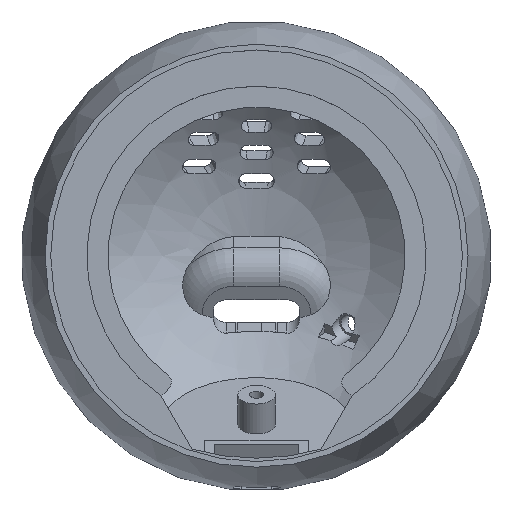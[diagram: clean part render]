
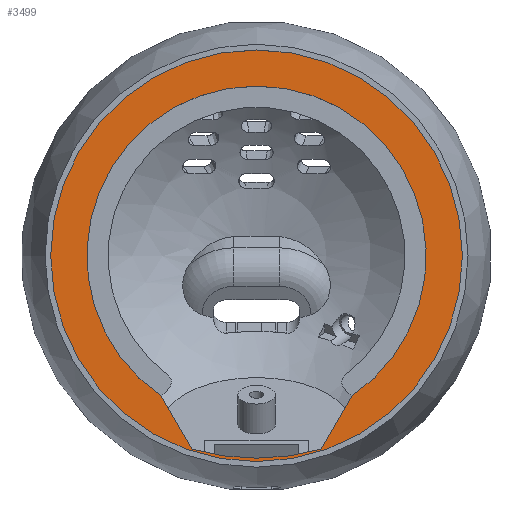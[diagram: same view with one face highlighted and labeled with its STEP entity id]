
A CAD part, top view. The second image highlights one B-rep face of the part: STEP entity #3499.
In plain terms, the highlighted planar face has unit normal (0, 0, 1).
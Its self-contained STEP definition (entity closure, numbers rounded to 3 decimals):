
#41=FACE_BOUND('',#870,.T.);
#460=PLANE('',#3844);
#649=FACE_OUTER_BOUND('',#869,.T.);
#869=EDGE_LOOP('',(#3115));
#870=EDGE_LOOP('',(#3116,#3117,#3118,#3119));
#1087=CIRCLE('',#3843,21.9);
#1088=CIRCLE('',#3845,18.05);
#1089=CIRCLE('',#3846,24.623);
#1315=B_SPLINE_CURVE_WITH_KNOTS('',3,(#10567,#10568,#10569,#10570,#10571,
#10572,#10573,#10574,#10575,#10576),.UNSPECIFIED.,.F.,.F.,(4,3,3,4),(-0.334,
-0.252,-0.006,0.),.UNSPECIFIED.);
#1316=B_SPLINE_CURVE_WITH_KNOTS('',3,(#10580,#10581,#10582,#10583,#10584,
#10585,#10586,#10587,#10588,#10589),.UNSPECIFIED.,.F.,.F.,(4,3,3,4),(-0.704,
-0.691,-0.173,0.),.UNSPECIFIED.);
#1660=VERTEX_POINT('',#10561);
#1661=VERTEX_POINT('',#10565);
#1662=VERTEX_POINT('',#10566);
#1663=VERTEX_POINT('',#10577);
#1664=VERTEX_POINT('',#10579);
#2184=EDGE_CURVE('',#1660,#1660,#1087,.T.);
#2185=EDGE_CURVE('',#1661,#1662,#1315,.T.);
#2186=EDGE_CURVE('',#1663,#1661,#1088,.T.);
#2187=EDGE_CURVE('',#1664,#1663,#1316,.T.);
#2188=EDGE_CURVE('',#1662,#1664,#1089,.T.);
#3115=ORIENTED_EDGE('',*,*,#2184,.F.);
#3116=ORIENTED_EDGE('',*,*,#2185,.F.);
#3117=ORIENTED_EDGE('',*,*,#2186,.F.);
#3118=ORIENTED_EDGE('',*,*,#2187,.F.);
#3119=ORIENTED_EDGE('',*,*,#2188,.F.);
#3499=ADVANCED_FACE('',(#649,#41),#460,.T.);
#3843=AXIS2_PLACEMENT_3D('',#10563,#4604,#4605);
#3844=AXIS2_PLACEMENT_3D('',#10564,#4606,#4607);
#3845=AXIS2_PLACEMENT_3D('',#10578,#4608,#4609);
#3846=AXIS2_PLACEMENT_3D('',#10590,#4610,#4611);
#4604=DIRECTION('center_axis',(0.,0.,-1.));
#4605=DIRECTION('ref_axis',(1.,0.,0.));
#4606=DIRECTION('center_axis',(0.,0.,1.));
#4607=DIRECTION('ref_axis',(1.,0.,0.));
#4608=DIRECTION('center_axis',(0.,0.,1.));
#4609=DIRECTION('ref_axis',(0.561,-0.828,0.));
#4610=DIRECTION('center_axis',(0.,0.,1.));
#4611=DIRECTION('ref_axis',(-0.28,-0.96,0.));
#10561=CARTESIAN_POINT('',(-21.9,0.,10.097));
#10563=CARTESIAN_POINT('Origin',(0.,0.,10.097));
#10564=CARTESIAN_POINT('Origin',(0.,0.,10.097));
#10565=CARTESIAN_POINT('',(-10.131,-14.939,10.097));
#10566=CARTESIAN_POINT('',(-6.9,-20.55,10.097));
#10567=CARTESIAN_POINT('Ctrl Pts',(-10.131,-14.939,
10.097));
#10568=CARTESIAN_POINT('Ctrl Pts',(-9.941,-15.223,
10.097));
#10569=CARTESIAN_POINT('Ctrl Pts',(-9.733,-15.547,
10.097));
#10570=CARTESIAN_POINT('Ctrl Pts',(-9.507,-15.915,
10.097));
#10571=CARTESIAN_POINT('Ctrl Pts',(-8.831,-17.016,10.097));
#10572=CARTESIAN_POINT('Ctrl Pts',(-7.963,-18.569,
10.097));
#10573=CARTESIAN_POINT('Ctrl Pts',(-6.97,-20.418,
10.097));
#10574=CARTESIAN_POINT('Ctrl Pts',(-6.947,-20.462,
10.097));
#10575=CARTESIAN_POINT('Ctrl Pts',(-6.923,-20.506,10.097));
#10576=CARTESIAN_POINT('Ctrl Pts',(-6.9,-20.55,10.097));
#10577=CARTESIAN_POINT('',(10.131,-14.939,10.097));
#10578=CARTESIAN_POINT('Origin',(0.,0.,10.097));
#10579=CARTESIAN_POINT('',(6.9,-20.55,10.097));
#10580=CARTESIAN_POINT('Ctrl Pts',(6.9,-20.55,10.097));
#10581=CARTESIAN_POINT('Ctrl Pts',(6.923,-20.506,10.097));
#10582=CARTESIAN_POINT('Ctrl Pts',(6.947,-20.462,10.097));
#10583=CARTESIAN_POINT('Ctrl Pts',(6.97,-20.418,10.097));
#10584=CARTESIAN_POINT('Ctrl Pts',(7.963,-18.569,10.097));
#10585=CARTESIAN_POINT('Ctrl Pts',(8.831,-17.016,10.097));
#10586=CARTESIAN_POINT('Ctrl Pts',(9.507,-15.915,10.097));
#10587=CARTESIAN_POINT('Ctrl Pts',(9.733,-15.547,10.097));
#10588=CARTESIAN_POINT('Ctrl Pts',(9.941,-15.223,10.097));
#10589=CARTESIAN_POINT('Ctrl Pts',(10.131,-14.939,10.097));
#10590=CARTESIAN_POINT('Origin',(0.,3.087,
10.097));
